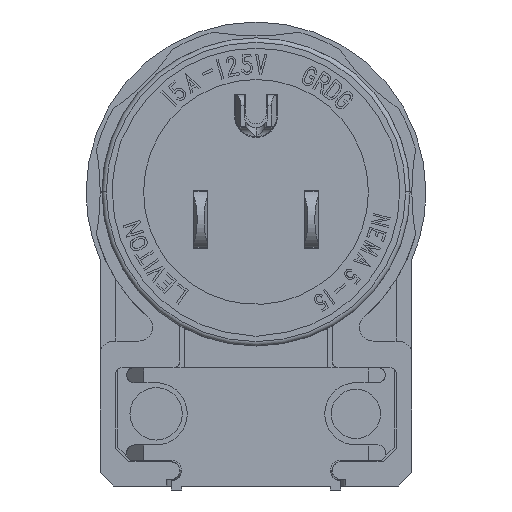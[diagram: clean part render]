
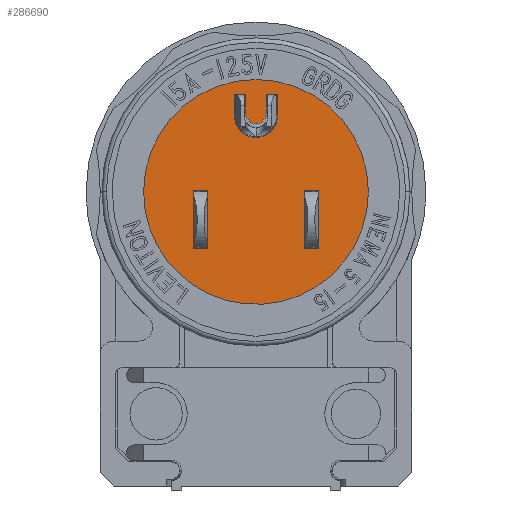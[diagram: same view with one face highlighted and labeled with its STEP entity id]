
A CAD part, left-side view. The second image highlights one B-rep face of the part: STEP entity #286690.
In plain terms, the highlighted face is planar.
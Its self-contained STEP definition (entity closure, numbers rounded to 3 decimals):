
#284940=CARTESIAN_POINT('',(-12.878,0.,
32.918));
#284950=VERTEX_POINT('',#284940);
#284980=CARTESIAN_POINT('',(0.,0.,
32.918));
#284990=DIRECTION('',(0.,0.,1.));
#285000=DIRECTION('',(1.,0.,0.));
#285010=AXIS2_PLACEMENT_3D('',#284980,#284990,#285000);
#285020=CIRCLE('',#285010,12.878);
#285030=CARTESIAN_POINT('',(2.899,-12.547,
32.918));
#285040=VERTEX_POINT('',#285030);
#285050=EDGE_CURVE('',#284950,#285040,#285020,.T.);
#285070=CARTESIAN_POINT('',(12.878,0.,
32.918));
#285080=VERTEX_POINT('',#285070);
#285090=EDGE_CURVE('',#285040,#285080,#285020,.T.);
#285220=CARTESIAN_POINT('',(0.,0.,
32.918));
#285230=DIRECTION('',(0.,0.,1.));
#285240=DIRECTION('',(1.,0.,0.));
#285250=AXIS2_PLACEMENT_3D('',#285220,#285230,#285240);
#285260=PLANE('',#285250);
#285270=CARTESIAN_POINT('',(0.,-6.477,
32.918));
#285280=DIRECTION('',(-1.,0.,0.));
#285290=VECTOR('',#285280,1.);
#285300=LINE('',#285270,#285290);
#285310=CARTESIAN_POINT('',(-5.525,-6.477,32.918));
#285320=VERTEX_POINT('',#285310);
#285330=CARTESIAN_POINT('',(-7.176,-6.477,32.918));
#285340=VERTEX_POINT('',#285330);
#285350=EDGE_CURVE('',#285320,#285340,#285300,.T.);
#285360=ORIENTED_EDGE('',*,*,#285350,.T.);
#285370=CARTESIAN_POINT('',(-5.525,0.,
32.918));
#285380=DIRECTION('',(0.,-1.,0.));
#285390=VECTOR('',#285380,1.);
#285400=LINE('',#285370,#285390);
#285410=CARTESIAN_POINT('',(-5.525,0.127,32.918));
#285420=VERTEX_POINT('',#285410);
#285430=EDGE_CURVE('',#285420,#285320,#285400,.T.);
#285440=ORIENTED_EDGE('',*,*,#285430,.T.);
#285450=CARTESIAN_POINT('',(0.,0.127,
32.918));
#285460=DIRECTION('',(1.,0.,0.));
#285470=VECTOR('',#285460,1.);
#285480=LINE('',#285450,#285470);
#285490=CARTESIAN_POINT('',(-7.176,0.127,
32.918));
#285500=VERTEX_POINT('',#285490);
#285510=EDGE_CURVE('',#285500,#285420,#285480,.T.);
#285520=ORIENTED_EDGE('',*,*,#285510,.T.);
#285530=CARTESIAN_POINT('',(-7.176,0.,32.918));
#285540=DIRECTION('',(0.,1.,0.));
#285550=VECTOR('',#285540,1.);
#285560=LINE('',#285530,#285550);
#285570=EDGE_CURVE('',#285340,#285500,#285560,.T.);
#285580=ORIENTED_EDGE('',*,*,#285570,.T.);
#285590=EDGE_LOOP('',(#285580,#285520,#285440,#285360));
#285600=FACE_BOUND('',#285590,.T.);
#285610=CARTESIAN_POINT('',(0.,0.127,
32.918));
#285620=DIRECTION('',(1.,0.,0.));
#285630=VECTOR('',#285620,1.);
#285640=LINE('',#285610,#285630);
#285650=CARTESIAN_POINT('',(5.525,0.127,32.918));
#285660=VERTEX_POINT('',#285650);
#285670=CARTESIAN_POINT('',(7.176,0.127,32.918));
#285680=VERTEX_POINT('',#285670);
#285690=EDGE_CURVE('',#285660,#285680,#285640,.T.);
#285700=ORIENTED_EDGE('',*,*,#285690,.T.);
#285710=CARTESIAN_POINT('',(5.525,0.,32.918));
#285720=DIRECTION('',(0.,1.,0.));
#285730=VECTOR('',#285720,1.);
#285740=LINE('',#285710,#285730);
#285750=CARTESIAN_POINT('',(5.525,-6.477,32.918));
#285760=VERTEX_POINT('',#285750);
#285770=EDGE_CURVE('',#285760,#285660,#285740,.T.);
#285780=ORIENTED_EDGE('',*,*,#285770,.T.);
#285790=CARTESIAN_POINT('',(0.,-6.477,32.918));
#285800=DIRECTION('',(-1.,0.,0.));
#285810=VECTOR('',#285800,1.);
#285820=LINE('',#285790,#285810);
#285830=CARTESIAN_POINT('',(7.176,-6.477,32.918));
#285840=VERTEX_POINT('',#285830);
#285850=EDGE_CURVE('',#285840,#285760,#285820,.T.);
#285860=ORIENTED_EDGE('',*,*,#285850,.T.);
#285870=CARTESIAN_POINT('',(7.175,0.,
32.918));
#285880=DIRECTION('',(0.,-1.,0.));
#285890=VECTOR('',#285880,1.);
#285900=LINE('',#285870,#285890);
#285910=EDGE_CURVE('',#285680,#285840,#285900,.T.);
#285920=ORIENTED_EDGE('',*,*,#285910,.T.);
#285930=EDGE_LOOP('',(#285920,#285860,#285780,#285700));
#285940=FACE_BOUND('',#285930,.T.);
#285950=CARTESIAN_POINT('',(2.464,0.,32.918));
#285960=DIRECTION('',(0.,-1.,0.));
#285970=VECTOR('',#285960,1.);
#285980=LINE('',#285950,#285970);
#285990=CARTESIAN_POINT('',(2.464,11.176,32.918));
#286000=VERTEX_POINT('',#285990);
#286010=CARTESIAN_POINT('',(2.464,8.712,32.918));
#286020=VERTEX_POINT('',#286010);
#286030=EDGE_CURVE('',#286000,#286020,#285980,.T.);
#286040=ORIENTED_EDGE('',*,*,#286030,.T.);
#286050=CARTESIAN_POINT('',(0.,11.176,
32.918));
#286060=DIRECTION('',(1.,0.,0.));
#286070=VECTOR('',#286060,1.);
#286080=LINE('',#286050,#286070);
#286090=CARTESIAN_POINT('',(1.194,11.176,32.918));
#286100=VERTEX_POINT('',#286090);
#286110=EDGE_CURVE('',#286100,#286000,#286080,.T.);
#286120=ORIENTED_EDGE('',*,*,#286110,.T.);
#286130=CARTESIAN_POINT('',(1.194,0.,32.918));
#286140=DIRECTION('',(0.,1.,0.));
#286150=VECTOR('',#286140,1.);
#286160=LINE('',#286130,#286150);
#286170=CARTESIAN_POINT('',(1.194,9.017,32.918));
#286180=VERTEX_POINT('',#286170);
#286190=EDGE_CURVE('',#286180,#286100,#286160,.T.);
#286200=ORIENTED_EDGE('',*,*,#286190,.T.);
#286210=CARTESIAN_POINT('',(0.,9.017,32.918));
#286220=DIRECTION('',(0.,0.,-1.));
#286230=DIRECTION('',(1.,0.,0.));
#286240=AXIS2_PLACEMENT_3D('',#286210,#286220,#286230);
#286250=CIRCLE('',#286240,1.194);
#286260=CARTESIAN_POINT('',(-1.194,9.017,32.918));
#286270=VERTEX_POINT('',#286260);
#286280=EDGE_CURVE('',#286180,#286270,#286250,.T.);
#286290=ORIENTED_EDGE('',*,*,#286280,.F.);
#286300=CARTESIAN_POINT('',(-1.194,0.,32.918));
#286310=DIRECTION('',(0.,-1.,0.));
#286320=VECTOR('',#286310,1.);
#286330=LINE('',#286300,#286320);
#286340=CARTESIAN_POINT('',(-1.194,11.176,32.918));
#286350=VERTEX_POINT('',#286340);
#286360=EDGE_CURVE('',#286350,#286270,#286330,.T.);
#286370=ORIENTED_EDGE('',*,*,#286360,.T.);
#286380=CARTESIAN_POINT('',(0.,11.176,
32.918));
#286390=DIRECTION('',(1.,0.,0.));
#286400=VECTOR('',#286390,1.);
#286410=LINE('',#286380,#286400);
#286420=CARTESIAN_POINT('',(-2.464,11.176,32.918));
#286430=VERTEX_POINT('',#286420);
#286440=EDGE_CURVE('',#286430,#286350,#286410,.T.);
#286450=ORIENTED_EDGE('',*,*,#286440,.T.);
#286460=CARTESIAN_POINT('',(-2.464,0.,32.918));
#286470=DIRECTION('',(0.,1.,0.));
#286480=VECTOR('',#286470,1.);
#286490=LINE('',#286460,#286480);
#286500=CARTESIAN_POINT('',(-2.464,8.712,32.918));
#286510=VERTEX_POINT('',#286500);
#286520=EDGE_CURVE('',#286510,#286430,#286490,.T.);
#286530=ORIENTED_EDGE('',*,*,#286520,.T.);
#286540=CARTESIAN_POINT('',(0.,8.712,32.918));
#286550=DIRECTION('',(0.,0.,-1.));
#286560=DIRECTION('',(1.,0.,0.));
#286570=AXIS2_PLACEMENT_3D('',#286540,#286550,#286560);
#286580=CIRCLE('',#286570,2.464);
#286590=EDGE_CURVE('',#286020,#286510,#286580,.T.);
#286600=ORIENTED_EDGE('',*,*,#286590,.T.);
#286610=EDGE_LOOP('',(#286600,#286530,#286450,#286370,#286290,#286200,
#286120,#286040));
#286620=FACE_BOUND('',#286610,.T.);
#286630=EDGE_CURVE('',#285080,#284950,#285020,.T.);
#286640=ORIENTED_EDGE('',*,*,#286630,.T.);
#286650=ORIENTED_EDGE('',*,*,#285090,.T.);
#286660=ORIENTED_EDGE('',*,*,#285050,.T.);
#286670=EDGE_LOOP('',(#286660,#286650,#286640));
#286680=FACE_OUTER_BOUND('',#286670,.T.);
#286690=ADVANCED_FACE('',(#285600,#285940,#286620,#286680),#285260,.T.);
